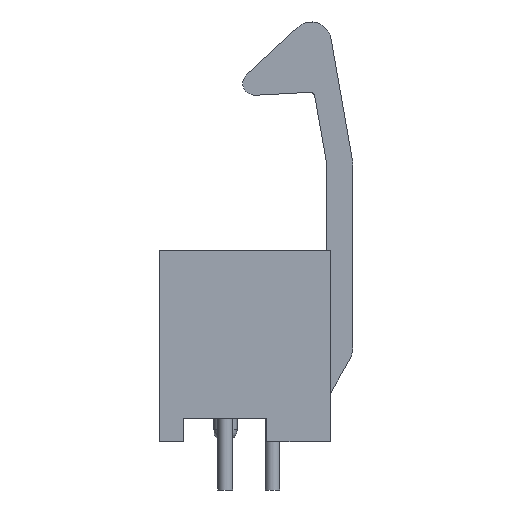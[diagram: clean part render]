
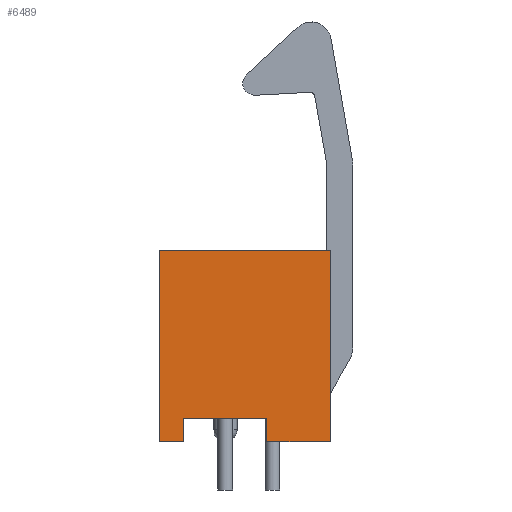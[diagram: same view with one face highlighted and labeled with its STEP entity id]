
A CAD part, left-side view. The second image highlights one B-rep face of the part: STEP entity #6489.
In plain terms, the highlighted planar face has unit normal (-1, 0, 0).
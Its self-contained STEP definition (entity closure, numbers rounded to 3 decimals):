
#523=FACE_OUTER_BOUND('',#955,.T.);
#955=EDGE_LOOP('',(#5257,#5258,#5259,#5260,#5261,#5262,#5263,#5264));
#1628=LINE('',#10194,#2363);
#1670=LINE('',#10282,#2405);
#1673=LINE('',#10288,#2408);
#1675=LINE('',#10292,#2410);
#1678=LINE('',#10298,#2413);
#1679=LINE('',#10300,#2414);
#1680=LINE('',#10303,#2415);
#1681=LINE('',#10304,#2416);
#2363=VECTOR('',#8410,4.47);
#2405=VECTOR('',#8466,1.27);
#2408=VECTOR('',#8471,10.262);
#2410=VECTOR('',#8475,1.27);
#2413=VECTOR('',#8480,3.404);
#2414=VECTOR('',#8483,1.321);
#2415=VECTOR('',#8486,10.262);
#2416=VECTOR('',#8487,9.195);
#3050=VERTEX_POINT('',#10191);
#3051=VERTEX_POINT('',#10193);
#3090=VERTEX_POINT('',#10280);
#3091=VERTEX_POINT('',#10284);
#3092=VERTEX_POINT('',#10286);
#3093=VERTEX_POINT('',#10290);
#3095=VERTEX_POINT('',#10296);
#3096=VERTEX_POINT('',#10302);
#3801=EDGE_CURVE('',#3050,#3051,#1628,.T.);
#3845=EDGE_CURVE('',#3090,#3050,#1670,.T.);
#3848=EDGE_CURVE('',#3092,#3091,#1673,.T.);
#3850=EDGE_CURVE('',#3093,#3051,#1675,.T.);
#3853=EDGE_CURVE('',#3090,#3095,#1678,.T.);
#3854=EDGE_CURVE('',#3092,#3093,#1679,.T.);
#3855=EDGE_CURVE('',#3096,#3095,#1680,.T.);
#3856=EDGE_CURVE('',#3091,#3096,#1681,.T.);
#5257=ORIENTED_EDGE('',*,*,#3854,.T.);
#5258=ORIENTED_EDGE('',*,*,#3850,.T.);
#5259=ORIENTED_EDGE('',*,*,#3801,.F.);
#5260=ORIENTED_EDGE('',*,*,#3845,.F.);
#5261=ORIENTED_EDGE('',*,*,#3853,.T.);
#5262=ORIENTED_EDGE('',*,*,#3855,.F.);
#5263=ORIENTED_EDGE('',*,*,#3856,.F.);
#5264=ORIENTED_EDGE('',*,*,#3848,.F.);
#6093=PLANE('',#7065);
#6489=ADVANCED_FACE('',(#523),#6093,.T.);
#7065=AXIS2_PLACEMENT_3D('',#10301,#8484,#8485);
#8410=DIRECTION('',(0.,1.,0.));
#8466=DIRECTION('',(0.,0.,1.));
#8471=DIRECTION('',(0.,0.,1.));
#8475=DIRECTION('',(0.,0.,1.));
#8480=DIRECTION('',(0.,-1.,0.));
#8483=DIRECTION('',(0.,-1.,0.));
#8484=DIRECTION('center_axis',(-1.,0.,0.));
#8485=DIRECTION('ref_axis',(0.,1.,0.));
#8486=DIRECTION('',(0.,0.,-1.));
#8487=DIRECTION('',(0.,-1.,0.));
#10191=CARTESIAN_POINT('',(-20.32,-0.965,1.27));
#10193=CARTESIAN_POINT('',(-20.32,3.505,1.27));
#10194=CARTESIAN_POINT('',(-20.32,-0.965,1.27));
#10280=CARTESIAN_POINT('',(-20.32,-0.965,0.));
#10282=CARTESIAN_POINT('',(-20.32,-0.965,0.));
#10284=CARTESIAN_POINT('',(-20.32,4.826,10.262));
#10286=CARTESIAN_POINT('',(-20.32,4.826,0.));
#10288=CARTESIAN_POINT('',(-20.32,4.826,0.));
#10290=CARTESIAN_POINT('',(-20.32,3.505,0.));
#10292=CARTESIAN_POINT('',(-20.32,3.505,0.));
#10296=CARTESIAN_POINT('',(-20.32,-4.369,0.));
#10298=CARTESIAN_POINT('',(-20.32,-0.965,0.));
#10300=CARTESIAN_POINT('',(-20.32,4.826,0.));
#10301=CARTESIAN_POINT('Origin',(-20.32,-4.369,10.262));
#10302=CARTESIAN_POINT('',(-20.32,-4.369,10.262));
#10303=CARTESIAN_POINT('',(-20.32,-4.369,10.262));
#10304=CARTESIAN_POINT('',(-20.32,4.826,10.262));
